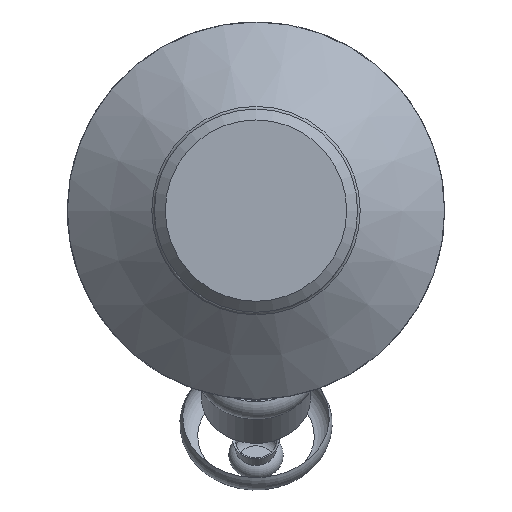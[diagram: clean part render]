
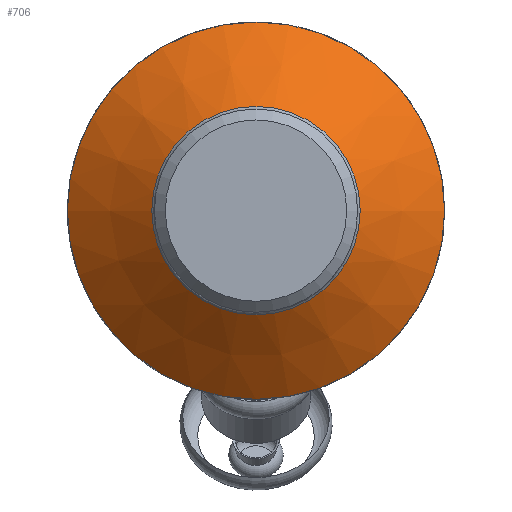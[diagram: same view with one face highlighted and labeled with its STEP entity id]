
A CAD part, front view. The second image highlights one B-rep face of the part: STEP entity #706.
In plain terms, the highlighted conical face has half-angle 50.194 degrees and reference radius 20 mm.
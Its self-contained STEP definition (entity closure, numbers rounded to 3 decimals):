
#27=CONICAL_SURFACE('',#824,20.,0.876);
#48=LINE('',#1258,#79);
#79=VECTOR('',#1040,20.);
#145=FACE_OUTER_BOUND('',#189,.T.);
#189=EDGE_LOOP('',(#556,#557,#558,#559,#560));
#254=CIRCLE('',#820,14.36);
#255=CIRCLE('',#821,14.36);
#257=CIRCLE('',#825,26.);
#308=VERTEX_POINT('',#1246);
#309=VERTEX_POINT('',#1248);
#311=VERTEX_POINT('',#1256);
#393=EDGE_CURVE('',#308,#309,#254,.T.);
#394=EDGE_CURVE('',#309,#308,#255,.T.);
#397=EDGE_CURVE('',#311,#311,#257,.T.);
#398=EDGE_CURVE('',#311,#309,#48,.T.);
#556=ORIENTED_EDGE('',*,*,#397,.F.);
#557=ORIENTED_EDGE('',*,*,#398,.T.);
#558=ORIENTED_EDGE('',*,*,#393,.F.);
#559=ORIENTED_EDGE('',*,*,#394,.F.);
#560=ORIENTED_EDGE('',*,*,#398,.F.);
#706=ADVANCED_FACE('',(#145),#27,.T.);
#820=AXIS2_PLACEMENT_3D('',#1249,#1027,#1028);
#821=AXIS2_PLACEMENT_3D('',#1250,#1029,#1030);
#824=AXIS2_PLACEMENT_3D('',#1255,#1036,#1037);
#825=AXIS2_PLACEMENT_3D('',#1257,#1038,#1039);
#1027=DIRECTION('center_axis',(0.,-1.,0.));
#1028=DIRECTION('ref_axis',(1.,0.,0.));
#1029=DIRECTION('center_axis',(0.,-1.,0.));
#1030=DIRECTION('ref_axis',(1.,0.,0.));
#1036=DIRECTION('center_axis',(0.,1.,0.));
#1037=DIRECTION('ref_axis',(-1.,0.,0.));
#1038=DIRECTION('center_axis',(0.,1.,0.));
#1039=DIRECTION('ref_axis',(-1.,0.,0.));
#1040=DIRECTION('',(-0.768,-0.64,0.));
#1246=CARTESIAN_POINT('',(7.766,-15.578,-10.304));
#1248=CARTESIAN_POINT('',(22.126,-15.578,4.056));
#1249=CARTESIAN_POINT('Origin',(7.766,-15.578,4.056));
#1250=CARTESIAN_POINT('Origin',(7.766,-15.578,4.056));
#1255=CARTESIAN_POINT('Origin',(7.766,-10.878,4.056));
#1256=CARTESIAN_POINT('',(33.766,-5.878,4.056));
#1257=CARTESIAN_POINT('Origin',(7.766,-5.878,4.056));
#1258=CARTESIAN_POINT('',(27.766,-10.878,4.056));
